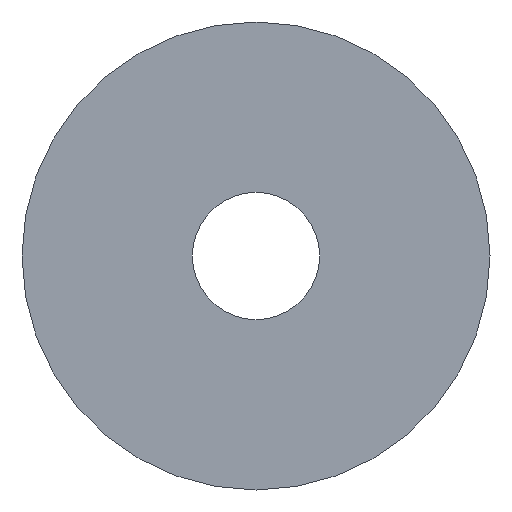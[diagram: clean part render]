
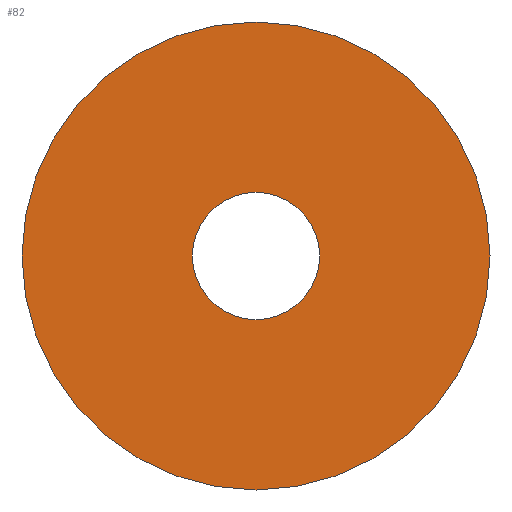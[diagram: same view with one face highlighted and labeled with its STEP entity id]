
A CAD part, front view. The second image highlights one B-rep face of the part: STEP entity #82.
In plain terms, the highlighted planar face has unit normal (0, -1, 0).
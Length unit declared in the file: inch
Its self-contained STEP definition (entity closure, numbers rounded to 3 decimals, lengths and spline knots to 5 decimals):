
#15=FACE_BOUND('',#25,.T.);
#17=PLANE('',#110);
#20=FACE_OUTER_BOUND('',#24,.T.);
#24=EDGE_LOOP('',(#65,#66));
#25=EDGE_LOOP('',(#67,#68));
#34=CIRCLE('',#107,0.158);
#35=CIRCLE('',#108,0.158);
#37=CIRCLE('',#111,0.581);
#38=CIRCLE('',#112,0.581);
#43=VERTEX_POINT('',#150);
#44=VERTEX_POINT('',#152);
#45=VERTEX_POINT('',#157);
#46=VERTEX_POINT('',#158);
#51=EDGE_CURVE('',#44,#43,#34,.T.);
#52=EDGE_CURVE('',#43,#44,#35,.T.);
#54=EDGE_CURVE('',#45,#46,#37,.T.);
#55=EDGE_CURVE('',#46,#45,#38,.T.);
#65=ORIENTED_EDGE('',*,*,#54,.F.);
#66=ORIENTED_EDGE('',*,*,#55,.F.);
#67=ORIENTED_EDGE('',*,*,#51,.T.);
#68=ORIENTED_EDGE('',*,*,#52,.T.);
#82=ADVANCED_FACE('',(#20,#15),#17,.F.);
#107=AXIS2_PLACEMENT_3D('',#153,#124,#125);
#108=AXIS2_PLACEMENT_3D('',#154,#126,#127);
#110=AXIS2_PLACEMENT_3D('',#156,#130,#131);
#111=AXIS2_PLACEMENT_3D('',#159,#132,#133);
#112=AXIS2_PLACEMENT_3D('',#160,#134,#135);
#124=DIRECTION('center_axis',(0.,1.,0.));
#125=DIRECTION('ref_axis',(0.,0.,1.));
#126=DIRECTION('center_axis',(0.,1.,0.));
#127=DIRECTION('ref_axis',(0.,0.,1.));
#130=DIRECTION('center_axis',(0.,1.,0.));
#131=DIRECTION('ref_axis',(0.,0.,1.));
#132=DIRECTION('center_axis',(0.,1.,0.));
#133=DIRECTION('ref_axis',(0.,0.,1.));
#134=DIRECTION('center_axis',(0.,1.,0.));
#135=DIRECTION('ref_axis',(0.,0.,1.));
#150=CARTESIAN_POINT('',(0.,-0.032,0.158));
#152=CARTESIAN_POINT('',(0.,-0.032,-0.158));
#153=CARTESIAN_POINT('Origin',(0.,-0.032,0.));
#154=CARTESIAN_POINT('Origin',(0.,-0.032,0.));
#156=CARTESIAN_POINT('Origin',(0.,-0.032,0.));
#157=CARTESIAN_POINT('',(0.,-0.032,-0.581));
#158=CARTESIAN_POINT('',(0.,-0.032,0.581));
#159=CARTESIAN_POINT('Origin',(0.,-0.032,0.));
#160=CARTESIAN_POINT('Origin',(0.,-0.032,0.));
